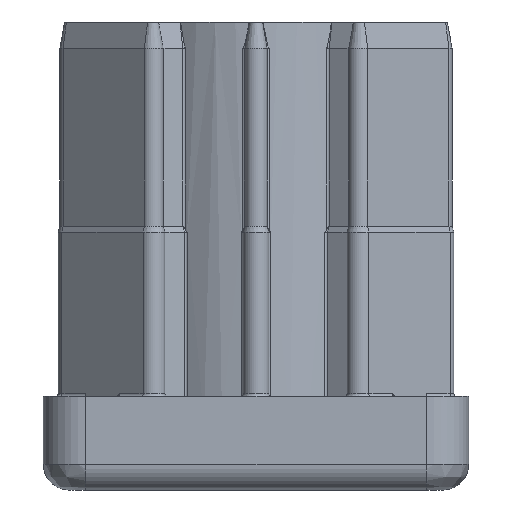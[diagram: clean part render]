
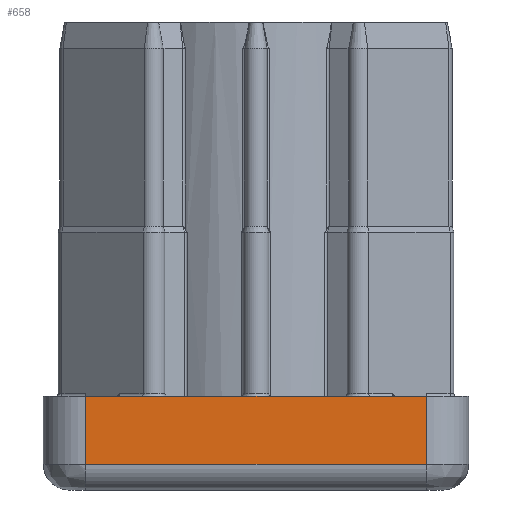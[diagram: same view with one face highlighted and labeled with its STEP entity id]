
A CAD part, front view. The second image highlights one B-rep face of the part: STEP entity #658.
In plain terms, the highlighted planar face has unit normal (0, -1, 0).
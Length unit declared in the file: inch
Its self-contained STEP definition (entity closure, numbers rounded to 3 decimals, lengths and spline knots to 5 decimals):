
#95 = EDGE_CURVE ( 'NONE', #16589, #3903, #183, .T. ) ;
#183 = LINE ( 'NONE', #1713, #7789 ) ;
#658 = ADVANCED_FACE ( 'NONE', ( #22165 ), #6235, .F. ) ;
#1086 = VERTEX_POINT ( 'NONE', #25626 ) ;
#1579 = DIRECTION ( 'NONE',  ( -1., 0., 0. ) ) ;
#1713 = CARTESIAN_POINT ( 'NONE',  ( -0.7874, -0.98425, 0.43307 ) ) ;
#1827 = VECTOR ( 'NONE', #1579, 39.37008 ) ;
#2296 = ORIENTED_EDGE ( 'NONE', *, *, #23008, .F. ) ;
#2384 = CARTESIAN_POINT ( 'NONE',  ( -0.98425, -0.98425, 0.43307 ) ) ;
#2776 = VECTOR ( 'NONE', #22625, 39.37008 ) ;
#3711 = DIRECTION ( 'NONE',  ( 0., 0., 1. ) ) ;
#3903 = VERTEX_POINT ( 'NONE', #15771 ) ;
#4580 = DIRECTION ( 'NONE',  ( 0., 0., 1. ) ) ;
#5980 = CARTESIAN_POINT ( 'NONE',  ( 0.7874, -0.98425, 0.43307 ) ) ;
#6235 = PLANE ( 'NONE',  #24088 ) ;
#6637 = DIRECTION ( 'NONE',  ( 1., 0., 0. ) ) ;
#7588 = CARTESIAN_POINT ( 'NONE',  ( -0.7874, -0.98425, 0.11811 ) ) ;
#7789 = VECTOR ( 'NONE', #3711, 39.37008 ) ;
#9745 = EDGE_LOOP ( 'NONE', ( #11620, #22534, #2296, #26866 ) ) ;
#11620 = ORIENTED_EDGE ( 'NONE', *, *, #27243, .F. ) ;
#13930 = CARTESIAN_POINT ( 'NONE',  ( 0.7874, -0.98425, 0.43307 ) ) ;
#14178 = LINE ( 'NONE', #13930, #2776 ) ;
#14435 = CARTESIAN_POINT ( 'NONE',  ( -0.98425, -0.98425, 0.11811 ) ) ;
#15771 = CARTESIAN_POINT ( 'NONE',  ( -0.7874, -0.98425, 0.43307 ) ) ;
#15812 = LINE ( 'NONE', #19528, #26507 ) ;
#16589 = VERTEX_POINT ( 'NONE', #7588 ) ;
#17342 = DIRECTION ( 'NONE',  ( 0., 1., 0. ) ) ;
#18899 = LINE ( 'NONE', #14435, #1827 ) ;
#19528 = CARTESIAN_POINT ( 'NONE',  ( -0.98425, -0.98425, 0.43307 ) ) ;
#22165 = FACE_OUTER_BOUND ( 'NONE', #9745, .T. ) ;
#22534 = ORIENTED_EDGE ( 'NONE', *, *, #22732, .F. ) ;
#22625 = DIRECTION ( 'NONE',  ( 0., 0., -1. ) ) ;
#22732 = EDGE_CURVE ( 'NONE', #27805, #1086, #14178, .T. ) ;
#23008 = EDGE_CURVE ( 'NONE', #3903, #27805, #15812, .T. ) ;
#24088 = AXIS2_PLACEMENT_3D ( 'NONE', #2384, #17342, #4580 ) ;
#25626 = CARTESIAN_POINT ( 'NONE',  ( 0.7874, -0.98425, 0.11811 ) ) ;
#26507 = VECTOR ( 'NONE', #6637, 39.37008 ) ;
#26866 = ORIENTED_EDGE ( 'NONE', *, *, #95, .F. ) ;
#27243 = EDGE_CURVE ( 'NONE', #1086, #16589, #18899, .T. ) ;
#27805 = VERTEX_POINT ( 'NONE', #5980 ) ;
